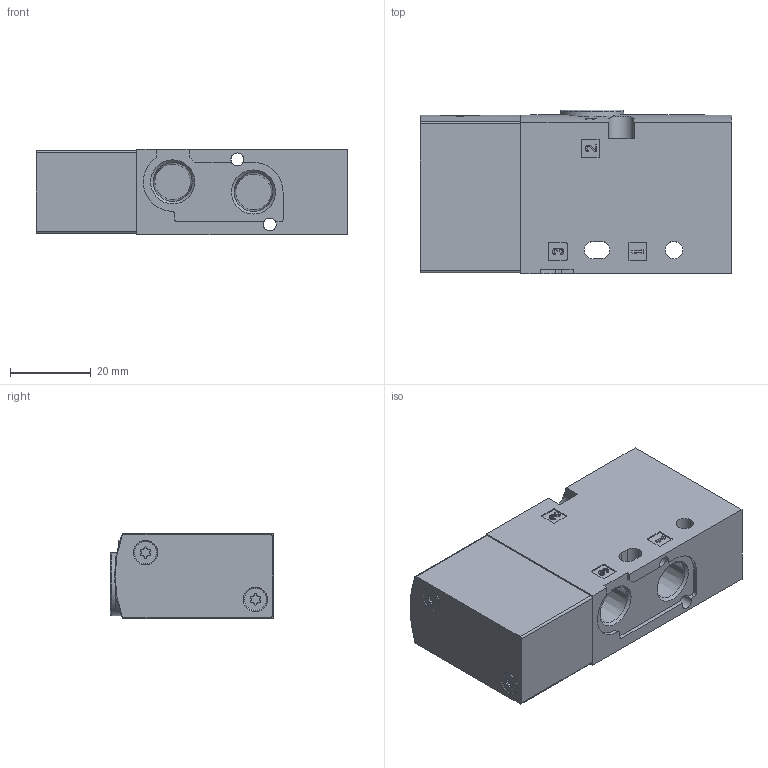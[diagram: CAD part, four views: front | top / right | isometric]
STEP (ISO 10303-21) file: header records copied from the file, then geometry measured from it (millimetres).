
FILE_DESCRIPTION(/* description */ ('STEP AP214'),/* implementation_level */ '2;1');
FILE_NAME(/* name */ '575701_VUWS-L20-M32U-M-N18',/* time_stamp */ '2024-09-17T22:17:54+02:00',/* author */ ('License CC BY-ND 4.0'),/* organization */ ('CADENAS'),/* preprocessor_version */ 'ST-DEVELOPER v19.3',/* originating_system */ 'PARTsolutions',/* authorisation */ ' ');
FILE_SCHEMA (('AUTOMOTIVE_DESIGN {1 0 10303 214 3 1 1}'));
Length unit declared in the file: millimetre
Products named in the file (4): 575701 VUWS-L20-M32U-M-N18; 1477384 VUVS-L20-M32-AT-N18 HOUSING---(H---0_-); 8173295 VUVS-L20-G-COVER53---(C---NPT); 1537853 F-M3x35-10.9
Assembly tree (4 placements, depth 2):
  575701 VUWS-L20-M32U-M-N18
    1477384 VUVS-L20-M32-AT-N18 HOUSING---(H---0_-)
    8173295 VUVS-L20-G-COVER53---(C---NPT)
    1537853 F-M3x35-10.9  x2
Bounding box: 76.95 x 40.4 x 21.1 mm (x, y, z)
Volume: 57287.5 mm3; surface area: 16202.4 mm2
Topology: 4 solids, 4 shells, 274 faces, 716 edges, 468 vertices
Faces by surface type: plane 138, cylinder 107, cone 26, torus 3
Full cylindrical faces by diameter (mm): 2 x3, 2.459 x2, 2.6 x2, 3 x2, 3.2 x2, 3.35 x2, 4.134 x1, 4.3 x1, 5.5 x2, 15.6 x1
Entity records: 7676 total; most frequent: CARTESIAN_POINT 1357, DIRECTION 1326, ORIENTED_EDGE 1222, EDGE_CURVE 611, AXIS2_PLACEMENT_3D 470, VERTEX_POINT 428, LINE 386, VECTOR 386
